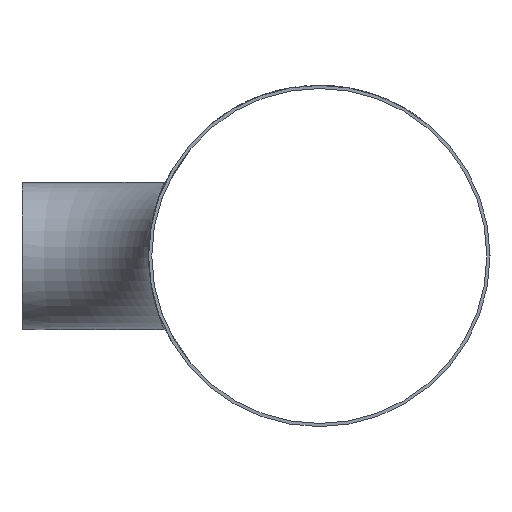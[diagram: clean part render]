
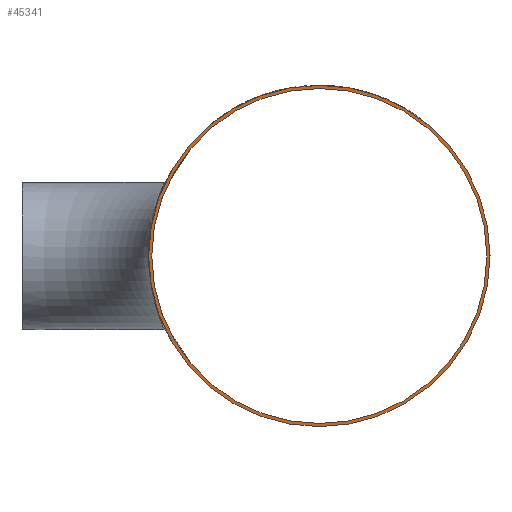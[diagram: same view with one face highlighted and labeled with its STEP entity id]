
A CAD part, left-side view. The second image highlights one B-rep face of the part: STEP entity #45341.
In plain terms, the highlighted planar face has unit normal (-1, 0, 0).
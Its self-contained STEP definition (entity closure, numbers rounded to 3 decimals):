
#683 = CARTESIAN_POINT ( 'NONE',  ( -457., -282.1, 0. ) ) ;
#4082 = DIRECTION ( 'NONE',  ( 1., 0., 0. ) ) ;
#4110 = CARTESIAN_POINT ( 'NONE',  ( -457., -282.1, -158.95 ) ) ;
#4612 = PLANE ( 'NONE',  #18328 ) ;
#5096 = DIRECTION ( 'NONE',  ( 1., 0., 0. ) ) ;
#5809 = CARTESIAN_POINT ( 'NONE',  ( -457., -282.1, 0. ) ) ;
#8484 = CARTESIAN_POINT ( 'NONE',  ( -457., -282.1, 0. ) ) ;
#11666 = CIRCLE ( 'NONE', #13461, 158.95 ) ;
#12050 = EDGE_CURVE ( 'NONE', #49759, #49759, #11666, .T. ) ;
#12715 = AXIS2_PLACEMENT_3D ( 'NONE', #683, #5096, #20913 ) ;
#13461 = AXIS2_PLACEMENT_3D ( 'NONE', #5809, #33312, #33815 ) ;
#15030 = ORIENTED_EDGE ( 'NONE', *, *, #12050, .T. ) ;
#18328 = AXIS2_PLACEMENT_3D ( 'NONE', #8484, #4082, #47901 ) ;
#20160 = FACE_BOUND ( 'NONE', #46277, .T. ) ;
#20418 = FACE_OUTER_BOUND ( 'NONE', #41151, .T. ) ;
#20913 = DIRECTION ( 'NONE',  ( 0., 0., -1. ) ) ;
#32389 = EDGE_CURVE ( 'NONE', #36709, #36709, #45029, .T. ) ;
#33312 = DIRECTION ( 'NONE',  ( 1., 0., 0. ) ) ;
#33815 = DIRECTION ( 'NONE',  ( 0., 0., -1. ) ) ;
#36709 = VERTEX_POINT ( 'NONE', #39638 ) ;
#39638 = CARTESIAN_POINT ( 'NONE',  ( -457., -282.1, -161.95 ) ) ;
#41151 = EDGE_LOOP ( 'NONE', ( #48670 ) ) ;
#45029 = CIRCLE ( 'NONE', #12715, 161.95 ) ;
#45341 = ADVANCED_FACE ( 'NONE', ( #20160, #20418 ), #4612, .F. ) ;
#46277 = EDGE_LOOP ( 'NONE', ( #15030 ) ) ;
#47901 = DIRECTION ( 'NONE',  ( 0., 0., -1. ) ) ;
#48670 = ORIENTED_EDGE ( 'NONE', *, *, #32389, .F. ) ;
#49759 = VERTEX_POINT ( 'NONE', #4110 ) ;
